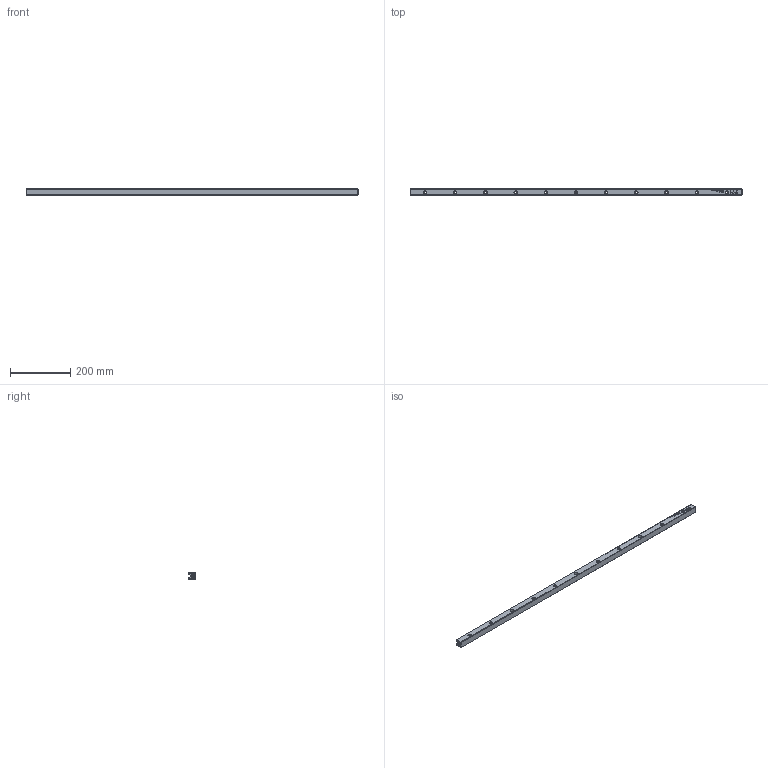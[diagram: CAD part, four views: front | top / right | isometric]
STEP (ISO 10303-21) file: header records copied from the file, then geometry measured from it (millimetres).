
FILE_DESCRIPTION(/* description */ (''),/* implementation_level */ '2;1');
FILE_NAME(/* name */ 'Rail RSDE-91100.stp',/* time_stamp */ '2024-11-14T14:01:21+01:00',/* author */ (''),/* organization */ (''),/* preprocessor_version */ 'ST-DEVELOPER v16.7',/* originating_system */ 'SIEMENS PLM Software NX 12.0',/* authorisation */ '');
FILE_SCHEMA (('AUTOMOTIVE_DESIGN { 1 0 10303 214 3 1 1 1 }'));
Length unit declared in the file: millimetre
Products named in the file (1): Rail RSDE-91100_step_stp
Bounding box: 1100 x 21.3 x 22 mm (x, y, z)
Volume: 460580.5 mm3; surface area: 106679.5 mm2
Topology: 1 solids, 1 shells, 376 faces, 986 edges, 656 vertices
Faces by surface type: plane 236, bspline 90, cone 26, cylinder 24
Full cylindrical faces by diameter (mm): 5.1 x2, 6.8 x11, 11 x11
Entity records: 13595 total; most frequent: CARTESIAN_POINT 3165, ORIENTED_EDGE 1824, DIRECTION 1378, EDGE_CURVE 912, LINE 660, VECTOR 660, VERTEX_POINT 634, EDGE_LOOP 492
